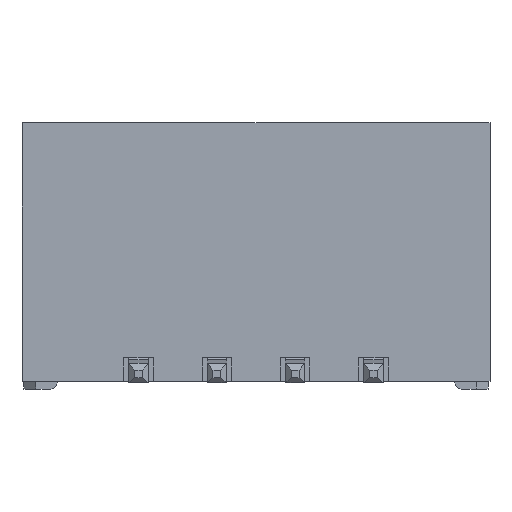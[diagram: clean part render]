
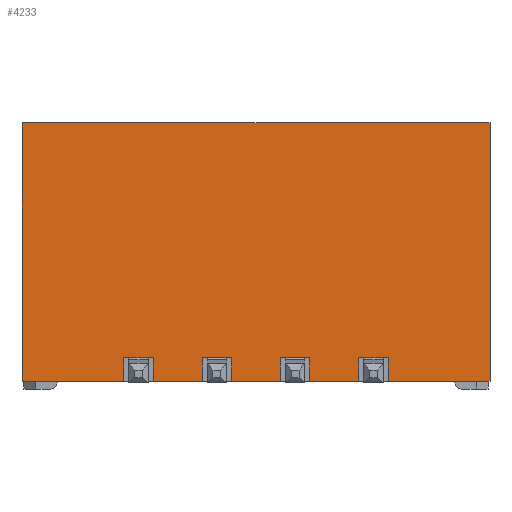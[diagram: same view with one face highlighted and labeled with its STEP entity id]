
A CAD part, front view. The second image highlights one B-rep face of the part: STEP entity #4233.
In plain terms, the highlighted planar face has unit normal (0, -1, 0).
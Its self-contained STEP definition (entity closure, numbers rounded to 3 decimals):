
#69=PLANE('',#4471);
#268=FACE_OUTER_BOUND('',#487,.T.);
#487=EDGE_LOOP('',(#3002,#3003,#3004,#3005,#3006,#3007,#3008,#3009,#3010,
#3011,#3012,#3013,#3014,#3015,#3016,#3017,#3018,#3019,#3020,#3021));
#732=LINE('',#5818,#1287);
#749=LINE('',#5848,#1304);
#751=LINE('',#5854,#1306);
#755=LINE('',#5863,#1310);
#816=LINE('',#5987,#1371);
#825=LINE('',#6002,#1380);
#849=LINE('',#6049,#1404);
#851=LINE('',#6055,#1406);
#854=LINE('',#6062,#1409);
#855=LINE('',#6063,#1410);
#856=LINE('',#6065,#1411);
#857=LINE('',#6067,#1412);
#858=LINE('',#6068,#1413);
#859=LINE('',#6070,#1414);
#860=LINE('',#6072,#1415);
#861=LINE('',#6073,#1416);
#862=LINE('',#6075,#1417);
#863=LINE('',#6077,#1418);
#864=LINE('',#6078,#1419);
#865=LINE('',#6079,#1420);
#1287=VECTOR('',#4755,1000.);
#1304=VECTOR('',#4772,1000.);
#1306=VECTOR('',#4776,1000.);
#1310=VECTOR('',#4782,1000.);
#1371=VECTOR('',#4855,1000.);
#1380=VECTOR('',#4868,1000.);
#1404=VECTOR('',#4902,1000.);
#1406=VECTOR('',#4906,1000.);
#1409=VECTOR('',#4911,1000.);
#1410=VECTOR('',#4912,1000.);
#1411=VECTOR('',#4913,1000.);
#1412=VECTOR('',#4914,1000.);
#1413=VECTOR('',#4915,1000.);
#1414=VECTOR('',#4916,1000.);
#1415=VECTOR('',#4917,1000.);
#1416=VECTOR('',#4918,1000.);
#1417=VECTOR('',#4919,1000.);
#1418=VECTOR('',#4920,1000.);
#1419=VECTOR('',#4921,1000.);
#1420=VECTOR('',#4922,1000.);
#1862=VERTEX_POINT('',#5795);
#1872=VERTEX_POINT('',#5815);
#1873=VERTEX_POINT('',#5817);
#1886=VERTEX_POINT('',#5846);
#1887=VERTEX_POINT('',#5850);
#1889=VERTEX_POINT('',#5853);
#1891=VERTEX_POINT('',#5859);
#1893=VERTEX_POINT('',#5862);
#1949=VERTEX_POINT('',#5984);
#1950=VERTEX_POINT('',#5986);
#1973=VERTEX_POINT('',#6051);
#1975=VERTEX_POINT('',#6054);
#1977=VERTEX_POINT('',#6060);
#1978=VERTEX_POINT('',#6061);
#1979=VERTEX_POINT('',#6064);
#1980=VERTEX_POINT('',#6066);
#1981=VERTEX_POINT('',#6069);
#1982=VERTEX_POINT('',#6071);
#1983=VERTEX_POINT('',#6074);
#1984=VERTEX_POINT('',#6076);
#2260=EDGE_CURVE('',#1872,#1873,#732,.T.);
#2277=EDGE_CURVE('',#1886,#1862,#749,.T.);
#2279=EDGE_CURVE('',#1887,#1889,#751,.T.);
#2283=EDGE_CURVE('',#1891,#1893,#755,.T.);
#2344=EDGE_CURVE('',#1949,#1950,#816,.T.);
#2353=EDGE_CURVE('',#1950,#1886,#825,.T.);
#2377=EDGE_CURVE('',#1873,#1949,#849,.T.);
#2379=EDGE_CURVE('',#1973,#1975,#851,.T.);
#2382=EDGE_CURVE('',#1977,#1978,#854,.T.);
#2383=EDGE_CURVE('',#1977,#1862,#855,.T.);
#2384=EDGE_CURVE('',#1979,#1872,#856,.T.);
#2385=EDGE_CURVE('',#1980,#1979,#857,.T.);
#2386=EDGE_CURVE('',#1980,#1975,#858,.T.);
#2387=EDGE_CURVE('',#1981,#1973,#859,.T.);
#2388=EDGE_CURVE('',#1982,#1981,#860,.T.);
#2389=EDGE_CURVE('',#1982,#1893,#861,.T.);
#2390=EDGE_CURVE('',#1983,#1891,#862,.T.);
#2391=EDGE_CURVE('',#1984,#1983,#863,.T.);
#2392=EDGE_CURVE('',#1984,#1889,#864,.T.);
#2393=EDGE_CURVE('',#1978,#1887,#865,.T.);
#3002=ORIENTED_EDGE('',*,*,#2382,.F.);
#3003=ORIENTED_EDGE('',*,*,#2383,.T.);
#3004=ORIENTED_EDGE('',*,*,#2277,.F.);
#3005=ORIENTED_EDGE('',*,*,#2353,.F.);
#3006=ORIENTED_EDGE('',*,*,#2344,.F.);
#3007=ORIENTED_EDGE('',*,*,#2377,.F.);
#3008=ORIENTED_EDGE('',*,*,#2260,.F.);
#3009=ORIENTED_EDGE('',*,*,#2384,.F.);
#3010=ORIENTED_EDGE('',*,*,#2385,.F.);
#3011=ORIENTED_EDGE('',*,*,#2386,.T.);
#3012=ORIENTED_EDGE('',*,*,#2379,.F.);
#3013=ORIENTED_EDGE('',*,*,#2387,.F.);
#3014=ORIENTED_EDGE('',*,*,#2388,.F.);
#3015=ORIENTED_EDGE('',*,*,#2389,.T.);
#3016=ORIENTED_EDGE('',*,*,#2283,.F.);
#3017=ORIENTED_EDGE('',*,*,#2390,.F.);
#3018=ORIENTED_EDGE('',*,*,#2391,.F.);
#3019=ORIENTED_EDGE('',*,*,#2392,.T.);
#3020=ORIENTED_EDGE('',*,*,#2279,.F.);
#3021=ORIENTED_EDGE('',*,*,#2393,.F.);
#4233=ADVANCED_FACE('',(#268),#69,.F.);
#4471=AXIS2_PLACEMENT_3D('',#6059,#4909,#4910);
#4755=DIRECTION('',(-1.,0.,0.));
#4772=DIRECTION('',(-1.,0.,0.));
#4776=DIRECTION('',(-1.,0.,0.));
#4782=DIRECTION('',(-1.,0.,0.));
#4855=DIRECTION('',(1.,0.,0.));
#4868=DIRECTION('',(0.,0.,-1.));
#4902=DIRECTION('',(0.,0.,1.));
#4906=DIRECTION('',(-1.,0.,0.));
#4909=DIRECTION('center_axis',(0.,1.,0.));
#4910=DIRECTION('ref_axis',(0.,0.,1.));
#4911=DIRECTION('',(-1.,0.,0.));
#4912=DIRECTION('',(0.,0.,-1.));
#4913=DIRECTION('',(0.,0.,-1.));
#4914=DIRECTION('',(-1.,0.,0.));
#4915=DIRECTION('',(0.,0.,-1.));
#4916=DIRECTION('',(0.,0.,-1.));
#4917=DIRECTION('',(-1.,0.,0.));
#4918=DIRECTION('',(0.,0.,-1.));
#4919=DIRECTION('',(0.,0.,-1.));
#4920=DIRECTION('',(-1.,0.,0.));
#4921=DIRECTION('',(0.,0.,-1.));
#4922=DIRECTION('',(0.,0.,-1.));
#5795=CARTESIAN_POINT('',(6.762,3.95,6.973));
#5815=CARTESIAN_POINT('',(0.012,3.95,6.973));
#5817=CARTESIAN_POINT('',(-2.588,3.95,6.973));
#5818=CARTESIAN_POINT('',(9.362,3.95,6.973));
#5846=CARTESIAN_POINT('',(9.362,3.95,6.973));
#5848=CARTESIAN_POINT('',(9.362,3.95,6.973));
#5850=CARTESIAN_POINT('',(6.012,3.95,6.973));
#5853=CARTESIAN_POINT('',(4.762,3.95,6.973));
#5854=CARTESIAN_POINT('',(9.362,3.95,6.973));
#5859=CARTESIAN_POINT('',(4.012,3.95,6.973));
#5862=CARTESIAN_POINT('',(2.762,3.95,6.973));
#5863=CARTESIAN_POINT('',(9.362,3.95,6.973));
#5984=CARTESIAN_POINT('',(-2.588,3.95,13.573));
#5986=CARTESIAN_POINT('',(9.362,3.95,13.573));
#5987=CARTESIAN_POINT('',(-2.588,3.95,13.573));
#6002=CARTESIAN_POINT('',(9.362,3.95,13.573));
#6049=CARTESIAN_POINT('',(-2.588,3.95,6.973));
#6051=CARTESIAN_POINT('',(2.012,3.95,6.973));
#6054=CARTESIAN_POINT('',(0.762,3.95,6.973));
#6055=CARTESIAN_POINT('',(9.362,3.95,6.973));
#6059=CARTESIAN_POINT('Origin',(0.,3.95,0.));
#6060=CARTESIAN_POINT('',(6.762,3.95,7.573));
#6061=CARTESIAN_POINT('',(6.012,3.95,7.573));
#6062=CARTESIAN_POINT('',(6.762,3.95,7.573));
#6063=CARTESIAN_POINT('',(6.762,3.95,7.573));
#6064=CARTESIAN_POINT('',(0.012,3.95,7.573));
#6065=CARTESIAN_POINT('',(0.012,3.95,7.573));
#6066=CARTESIAN_POINT('',(0.762,3.95,7.573));
#6067=CARTESIAN_POINT('',(0.762,3.95,7.573));
#6068=CARTESIAN_POINT('',(0.762,3.95,7.573));
#6069=CARTESIAN_POINT('',(2.012,3.95,7.573));
#6070=CARTESIAN_POINT('',(2.012,3.95,7.573));
#6071=CARTESIAN_POINT('',(2.762,3.95,7.573));
#6072=CARTESIAN_POINT('',(2.762,3.95,7.573));
#6073=CARTESIAN_POINT('',(2.762,3.95,7.573));
#6074=CARTESIAN_POINT('',(4.012,3.95,7.573));
#6075=CARTESIAN_POINT('',(4.012,3.95,7.573));
#6076=CARTESIAN_POINT('',(4.762,3.95,7.573));
#6077=CARTESIAN_POINT('',(4.762,3.95,7.573));
#6078=CARTESIAN_POINT('',(4.762,3.95,7.573));
#6079=CARTESIAN_POINT('',(6.012,3.95,7.573));
